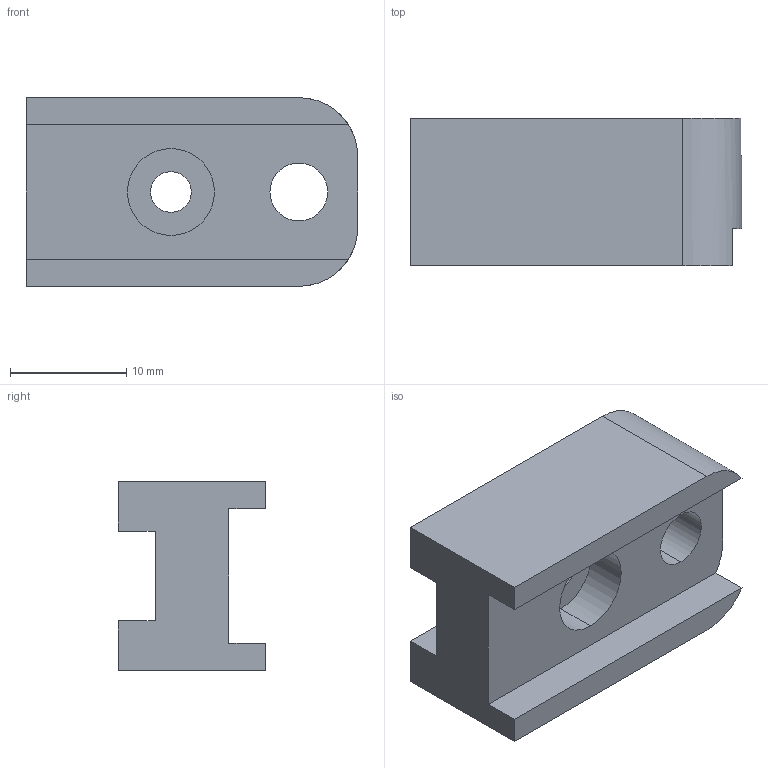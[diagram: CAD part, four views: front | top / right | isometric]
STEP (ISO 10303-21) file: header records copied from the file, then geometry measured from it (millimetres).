
FILE_DESCRIPTION (( 'STEP AP214' ), '1' );
FILE_NAME ('SABV-HCON-04V-3225S Handle Connector, Servo Actuated Ball Valve, Mojave Sphinx.STEP', '2024-08-17T20:26:05', ( '' ), ( '' ), 'SwSTEP 2.0', 'SolidWorks 2022', '' );
FILE_SCHEMA (( 'AUTOMOTIVE_DESIGN' ));
Length unit declared in the file: inch
Products named in the file (1): SABV-HCON-04V-3225S Handle Connector, Servo Actuated Ball Valve, Mojave Sphinx
Bounding box: 28.57 x 12.7 x 16.26 mm (x, y, z)
Volume: 3678.4 mm3; surface area: 2382.7 mm2
Topology: 1 solids, 1 shells, 28 faces, 75 edges, 50 vertices
Faces by surface type: plane 17, cylinder 11
Entity records: 933 total; most frequent: DIRECTION 159, CARTESIAN_POINT 154, ORIENTED_EDGE 150, EDGE_CURVE 75, AXIS2_PLACEMENT_3D 55, VERTEX_POINT 50, VECTOR 49, LINE 49
